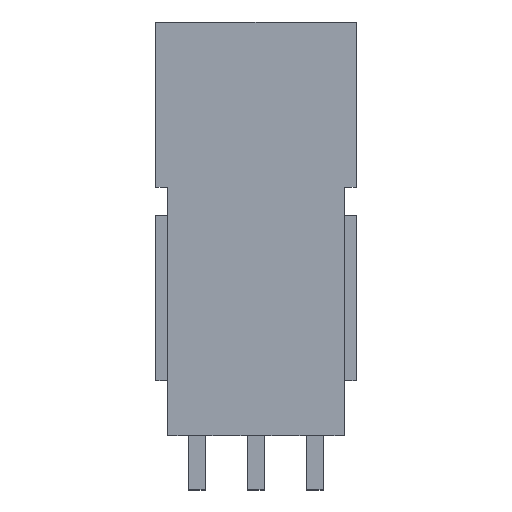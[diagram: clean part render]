
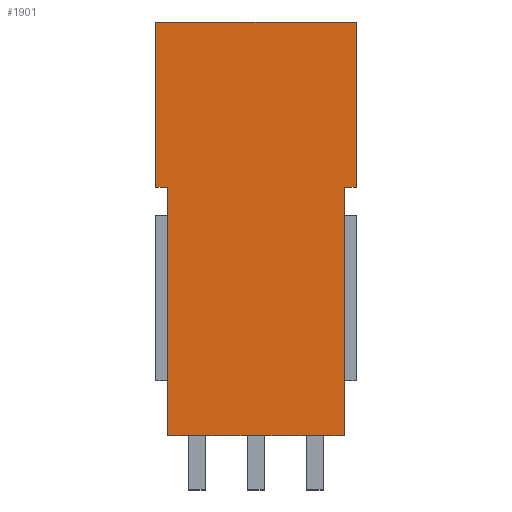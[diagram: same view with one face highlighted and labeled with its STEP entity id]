
A CAD part, front view. The second image highlights one B-rep face of the part: STEP entity #1901.
In plain terms, the highlighted planar face has unit normal (0, -1, 0).
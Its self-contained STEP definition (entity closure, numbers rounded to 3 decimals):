
#1746=AXIS2_PLACEMENT_3D('Plane Axis2P3D',#1743,#1744,#1745) ;
#1301=CARTESIAN_POINT('Line Origine',(5.95,0.,27.75)) ;
#1305=CARTESIAN_POINT('Vertex',(0.,0.,27.75)) ;
#1307=CARTESIAN_POINT('Vertex',(11.9,0.,27.75)) ;
#1743=CARTESIAN_POINT('Axis2P3D Location',(-3.5,0.,3.2)) ;
#1748=CARTESIAN_POINT('Line Origine',(8.,0.,3.2)) ;
#1752=CARTESIAN_POINT('Vertex',(7.7,0.,3.2)) ;
#1754=CARTESIAN_POINT('Vertex',(8.3,0.,3.2)) ;
#1757=CARTESIAN_POINT('Line Origine',(8.466,0.,3.2)) ;
#1761=CARTESIAN_POINT('Vertex',(8.633,0.,3.2)) ;
#1764=CARTESIAN_POINT('Line Origine',(9.45,0.,3.2)) ;
#1768=CARTESIAN_POINT('Vertex',(10.267,0.,3.2)) ;
#1771=CARTESIAN_POINT('Line Origine',(10.734,0.,3.2)) ;
#1775=CARTESIAN_POINT('Vertex',(11.2,0.,3.2)) ;
#1778=CARTESIAN_POINT('Line Origine',(11.2,0.,10.575)) ;
#1782=CARTESIAN_POINT('Vertex',(11.2,0.,17.95)) ;
#1785=CARTESIAN_POINT('Line Origine',(11.55,0.,17.95)) ;
#1789=CARTESIAN_POINT('Vertex',(11.9,0.,17.95)) ;
#1792=CARTESIAN_POINT('Line Origine',(11.9,0.,22.85)) ;
#1797=CARTESIAN_POINT('Line Origine',(0.,0.,22.85)) ;
#1801=CARTESIAN_POINT('Vertex',(0.,0.,17.95)) ;
#1804=CARTESIAN_POINT('Line Origine',(0.35,0.,17.95)) ;
#1808=CARTESIAN_POINT('Vertex',(0.7,0.,17.95)) ;
#1811=CARTESIAN_POINT('Line Origine',(0.7,0.,10.575)) ;
#1815=CARTESIAN_POINT('Vertex',(0.7,0.,3.2)) ;
#1818=CARTESIAN_POINT('Line Origine',(1.166,0.,3.2)) ;
#1822=CARTESIAN_POINT('Vertex',(1.633,0.,3.2)) ;
#1825=CARTESIAN_POINT('Line Origine',(2.45,0.,3.2)) ;
#1829=CARTESIAN_POINT('Vertex',(3.267,0.,3.2)) ;
#1832=CARTESIAN_POINT('Line Origine',(3.434,0.,3.2)) ;
#1836=CARTESIAN_POINT('Vertex',(3.6,0.,3.2)) ;
#1839=CARTESIAN_POINT('Line Origine',(3.9,0.,3.2)) ;
#1843=CARTESIAN_POINT('Vertex',(4.2,0.,3.2)) ;
#1846=CARTESIAN_POINT('Line Origine',(4.5,0.,3.2)) ;
#1850=CARTESIAN_POINT('Vertex',(4.8,0.,3.2)) ;
#1853=CARTESIAN_POINT('Line Origine',(4.966,0.,3.2)) ;
#1857=CARTESIAN_POINT('Vertex',(5.133,0.,3.2)) ;
#1860=CARTESIAN_POINT('Line Origine',(5.95,0.,3.2)) ;
#1864=CARTESIAN_POINT('Vertex',(6.767,0.,3.2)) ;
#1867=CARTESIAN_POINT('Line Origine',(6.934,0.,3.2)) ;
#1871=CARTESIAN_POINT('Vertex',(7.1,0.,3.2)) ;
#1874=CARTESIAN_POINT('Line Origine',(7.4,0.,3.2)) ;
#1302=DIRECTION('Vector Direction',(1.,0.,0.)) ;
#1744=DIRECTION('Axis2P3D Direction',(0.,1.,0.)) ;
#1745=DIRECTION('Axis2P3D XDirection',(0.,0.,1.)) ;
#1749=DIRECTION('Vector Direction',(-1.,0.,0.)) ;
#1758=DIRECTION('Vector Direction',(1.,0.,0.)) ;
#1765=DIRECTION('Vector Direction',(1.,0.,0.)) ;
#1772=DIRECTION('Vector Direction',(1.,0.,0.)) ;
#1779=DIRECTION('Vector Direction',(0.,0.,1.)) ;
#1786=DIRECTION('Vector Direction',(1.,0.,0.)) ;
#1793=DIRECTION('Vector Direction',(0.,0.,1.)) ;
#1798=DIRECTION('Vector Direction',(0.,0.,1.)) ;
#1805=DIRECTION('Vector Direction',(1.,0.,0.)) ;
#1812=DIRECTION('Vector Direction',(0.,0.,1.)) ;
#1819=DIRECTION('Vector Direction',(1.,0.,0.)) ;
#1826=DIRECTION('Vector Direction',(1.,0.,0.)) ;
#1833=DIRECTION('Vector Direction',(1.,0.,0.)) ;
#1840=DIRECTION('Vector Direction',(-1.,0.,0.)) ;
#1847=DIRECTION('Vector Direction',(-1.,0.,0.)) ;
#1854=DIRECTION('Vector Direction',(1.,0.,0.)) ;
#1861=DIRECTION('Vector Direction',(1.,0.,0.)) ;
#1868=DIRECTION('Vector Direction',(1.,0.,0.)) ;
#1875=DIRECTION('Vector Direction',(-1.,0.,0.)) ;
#1303=VECTOR('Line Direction',#1302,1.) ;
#1750=VECTOR('Line Direction',#1749,1.) ;
#1759=VECTOR('Line Direction',#1758,1.) ;
#1766=VECTOR('Line Direction',#1765,1.) ;
#1773=VECTOR('Line Direction',#1772,1.) ;
#1780=VECTOR('Line Direction',#1779,1.) ;
#1787=VECTOR('Line Direction',#1786,1.) ;
#1794=VECTOR('Line Direction',#1793,1.) ;
#1799=VECTOR('Line Direction',#1798,1.) ;
#1806=VECTOR('Line Direction',#1805,1.) ;
#1813=VECTOR('Line Direction',#1812,1.) ;
#1820=VECTOR('Line Direction',#1819,1.) ;
#1827=VECTOR('Line Direction',#1826,1.) ;
#1834=VECTOR('Line Direction',#1833,1.) ;
#1841=VECTOR('Line Direction',#1840,1.) ;
#1848=VECTOR('Line Direction',#1847,1.) ;
#1855=VECTOR('Line Direction',#1854,1.) ;
#1862=VECTOR('Line Direction',#1861,1.) ;
#1869=VECTOR('Line Direction',#1868,1.) ;
#1876=VECTOR('Line Direction',#1875,1.) ;
#1880=ORIENTED_EDGE('',*,*,#1756,.T.) ;
#1881=ORIENTED_EDGE('',*,*,#1763,.T.) ;
#1882=ORIENTED_EDGE('',*,*,#1770,.F.) ;
#1883=ORIENTED_EDGE('',*,*,#1777,.T.) ;
#1884=ORIENTED_EDGE('',*,*,#1784,.T.) ;
#1885=ORIENTED_EDGE('',*,*,#1791,.F.) ;
#1886=ORIENTED_EDGE('',*,*,#1796,.T.) ;
#1887=ORIENTED_EDGE('',*,*,#1309,.F.) ;
#1888=ORIENTED_EDGE('',*,*,#1803,.F.) ;
#1889=ORIENTED_EDGE('',*,*,#1810,.T.) ;
#1890=ORIENTED_EDGE('',*,*,#1817,.F.) ;
#1891=ORIENTED_EDGE('',*,*,#1824,.T.) ;
#1892=ORIENTED_EDGE('',*,*,#1831,.F.) ;
#1893=ORIENTED_EDGE('',*,*,#1838,.T.) ;
#1894=ORIENTED_EDGE('',*,*,#1845,.T.) ;
#1895=ORIENTED_EDGE('',*,*,#1852,.T.) ;
#1896=ORIENTED_EDGE('',*,*,#1859,.T.) ;
#1897=ORIENTED_EDGE('',*,*,#1866,.F.) ;
#1898=ORIENTED_EDGE('',*,*,#1873,.T.) ;
#1899=ORIENTED_EDGE('',*,*,#1878,.T.) ;
#1901=ADVANCED_FACE('Housing',(#1900),#1747,.F.) ;
#1309=EDGE_CURVE('',#1306,#1308,#1304,.T.) ;
#1756=EDGE_CURVE('',#1753,#1755,#1751,.F.) ;
#1763=EDGE_CURVE('',#1755,#1762,#1760,.T.) ;
#1770=EDGE_CURVE('',#1769,#1762,#1767,.F.) ;
#1777=EDGE_CURVE('',#1769,#1776,#1774,.T.) ;
#1784=EDGE_CURVE('',#1776,#1783,#1781,.T.) ;
#1791=EDGE_CURVE('',#1790,#1783,#1788,.F.) ;
#1796=EDGE_CURVE('',#1790,#1308,#1795,.T.) ;
#1803=EDGE_CURVE('',#1802,#1306,#1800,.T.) ;
#1810=EDGE_CURVE('',#1802,#1809,#1807,.T.) ;
#1817=EDGE_CURVE('',#1816,#1809,#1814,.T.) ;
#1824=EDGE_CURVE('',#1816,#1823,#1821,.T.) ;
#1831=EDGE_CURVE('',#1830,#1823,#1828,.F.) ;
#1838=EDGE_CURVE('',#1830,#1837,#1835,.T.) ;
#1845=EDGE_CURVE('',#1837,#1844,#1842,.F.) ;
#1852=EDGE_CURVE('',#1844,#1851,#1849,.F.) ;
#1859=EDGE_CURVE('',#1851,#1858,#1856,.T.) ;
#1866=EDGE_CURVE('',#1865,#1858,#1863,.F.) ;
#1873=EDGE_CURVE('',#1865,#1872,#1870,.T.) ;
#1878=EDGE_CURVE('',#1872,#1753,#1877,.F.) ;
#1879=EDGE_LOOP('',(#1880,#1881,#1882,#1883,#1884,#1885,#1886,#1887,#1888,#1889,#1890,#1891,#1892,#1893,#1894,#1895,#1896,#1897,#1898,#1899)) ;
#1900=FACE_OUTER_BOUND('',#1879,.T.) ;
#1304=LINE('Line',#1301,#1303) ;
#1751=LINE('Line',#1748,#1750) ;
#1760=LINE('Line',#1757,#1759) ;
#1767=LINE('Line',#1764,#1766) ;
#1774=LINE('Line',#1771,#1773) ;
#1781=LINE('Line',#1778,#1780) ;
#1788=LINE('Line',#1785,#1787) ;
#1795=LINE('Line',#1792,#1794) ;
#1800=LINE('Line',#1797,#1799) ;
#1807=LINE('Line',#1804,#1806) ;
#1814=LINE('Line',#1811,#1813) ;
#1821=LINE('Line',#1818,#1820) ;
#1828=LINE('Line',#1825,#1827) ;
#1835=LINE('Line',#1832,#1834) ;
#1842=LINE('Line',#1839,#1841) ;
#1849=LINE('Line',#1846,#1848) ;
#1856=LINE('Line',#1853,#1855) ;
#1863=LINE('Line',#1860,#1862) ;
#1870=LINE('Line',#1867,#1869) ;
#1877=LINE('Line',#1874,#1876) ;
#1747=PLANE('',#1746) ;
#1306=VERTEX_POINT('',#1305) ;
#1308=VERTEX_POINT('',#1307) ;
#1753=VERTEX_POINT('',#1752) ;
#1755=VERTEX_POINT('',#1754) ;
#1762=VERTEX_POINT('',#1761) ;
#1769=VERTEX_POINT('',#1768) ;
#1776=VERTEX_POINT('',#1775) ;
#1783=VERTEX_POINT('',#1782) ;
#1790=VERTEX_POINT('',#1789) ;
#1802=VERTEX_POINT('',#1801) ;
#1809=VERTEX_POINT('',#1808) ;
#1816=VERTEX_POINT('',#1815) ;
#1823=VERTEX_POINT('',#1822) ;
#1830=VERTEX_POINT('',#1829) ;
#1837=VERTEX_POINT('',#1836) ;
#1844=VERTEX_POINT('',#1843) ;
#1851=VERTEX_POINT('',#1850) ;
#1858=VERTEX_POINT('',#1857) ;
#1865=VERTEX_POINT('',#1864) ;
#1872=VERTEX_POINT('',#1871) ;
